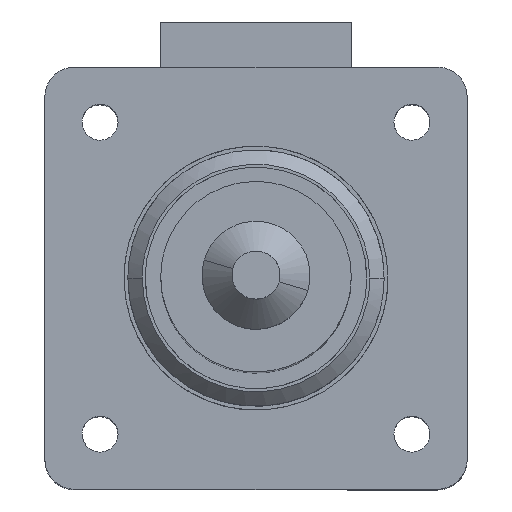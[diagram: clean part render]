
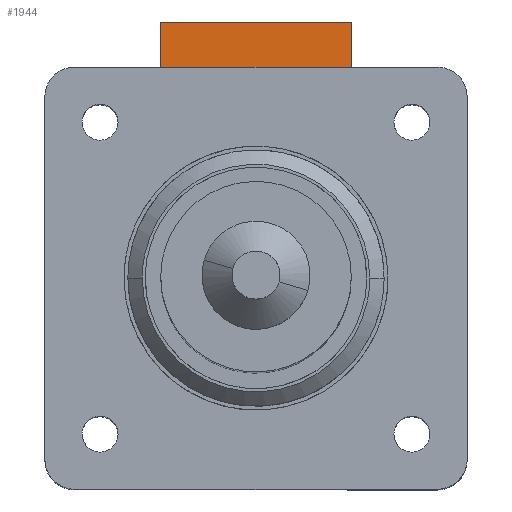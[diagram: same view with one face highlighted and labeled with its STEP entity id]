
A CAD part, top view. The second image highlights one B-rep face of the part: STEP entity #1944.
In plain terms, the highlighted free-form (B-spline) face has degree [1, 1] with [2, 2] control points.
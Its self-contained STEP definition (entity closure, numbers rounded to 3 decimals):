
#23 = EDGE_CURVE ( 'NONE', #1033, #561, #2513, .T. ) ;
#43 = CARTESIAN_POINT ( 'NONE',  ( 9.6, 35.2, 7. ) ) ;
#169 = EDGE_LOOP ( 'NONE', ( #1872, #2905, #2933, #221 ) ) ;
#202 = VERTEX_POINT ( 'NONE', #1346 ) ;
#221 = ORIENTED_EDGE ( 'NONE', *, *, #23, .T. ) ;
#503 = EDGE_CURVE ( 'NONE', #202, #1033, #3072, .T. ) ;
#546 = EDGE_CURVE ( 'NONE', #202, #862, #1529, .T. ) ;
#560 = B_SPLINE_SURFACE_WITH_KNOTS ( 'NONE', 1, 1, ( 
 ( #1603, #843 ),
 ( #1283, #2536 ) ),
 .UNSPECIFIED., .F., .F., .F.,
 ( 2, 2 ),
 ( 2, 2 ),
 ( 0., 1. ),
 ( 0., 1. ),
 .UNSPECIFIED. ) ;
#561 = VERTEX_POINT ( 'NONE', #897 ) ;
#758 = CARTESIAN_POINT ( 'NONE',  ( 9.6, 35.2, 7. ) ) ;
#843 = CARTESIAN_POINT ( 'NONE',  ( 25.6, 39., 7. ) ) ;
#862 = VERTEX_POINT ( 'NONE', #1654 ) ;
#897 = CARTESIAN_POINT ( 'NONE',  ( 25.6, 35.2, 7. ) ) ;
#1033 = VERTEX_POINT ( 'NONE', #758 ) ;
#1104 = CARTESIAN_POINT ( 'NONE',  ( 25.6, 35.2, 7. ) ) ;
#1176 = EDGE_CURVE ( 'NONE', #561, #862, #1287, .T. ) ;
#1283 = CARTESIAN_POINT ( 'NONE',  ( 9.6, 35.2, 7. ) ) ;
#1287 = B_SPLINE_CURVE_WITH_KNOTS ( 'NONE', 1,
 ( #1104, #3127 ),
 .UNSPECIFIED., .F., .F.,
 ( 2, 2 ),
 ( 0., 1. ),
 .UNSPECIFIED. ) ;
#1346 = CARTESIAN_POINT ( 'NONE',  ( 9.6, 39., 7. ) ) ;
#1529 = B_SPLINE_CURVE_WITH_KNOTS ( 'NONE', 1,
 ( #2155, #3165 ),
 .UNSPECIFIED., .F., .F.,
 ( 2, 2 ),
 ( 0., 1. ),
 .UNSPECIFIED. ) ;
#1556 = CARTESIAN_POINT ( 'NONE',  ( 25.6, 35.2, 7. ) ) ;
#1603 = CARTESIAN_POINT ( 'NONE',  ( 25.6, 35.2, 7. ) ) ;
#1654 = CARTESIAN_POINT ( 'NONE',  ( 25.6, 39., 7. ) ) ;
#1872 = ORIENTED_EDGE ( 'NONE', *, *, #1176, .T. ) ;
#1944 = ADVANCED_FACE ( 'NONE', ( #3257 ), #560, .F. ) ;
#2108 = CARTESIAN_POINT ( 'NONE',  ( 9.6, 35.2, 7. ) ) ;
#2124 = CARTESIAN_POINT ( 'NONE',  ( 9.6, 39., 7. ) ) ;
#2155 = CARTESIAN_POINT ( 'NONE',  ( 9.6, 39., 7. ) ) ;
#2513 = B_SPLINE_CURVE_WITH_KNOTS ( 'NONE', 1,
 ( #43, #1556 ),
 .UNSPECIFIED., .F., .F.,
 ( 2, 2 ),
 ( 0., 1. ),
 .UNSPECIFIED. ) ;
#2536 = CARTESIAN_POINT ( 'NONE',  ( 9.6, 39., 7. ) ) ;
#2905 = ORIENTED_EDGE ( 'NONE', *, *, #546, .F. ) ;
#2933 = ORIENTED_EDGE ( 'NONE', *, *, #503, .T. ) ;
#3072 = B_SPLINE_CURVE_WITH_KNOTS ( 'NONE', 1,
 ( #2124, #2108 ),
 .UNSPECIFIED., .F., .F.,
 ( 2, 2 ),
 ( 0., 1. ),
 .UNSPECIFIED. ) ;
#3127 = CARTESIAN_POINT ( 'NONE',  ( 25.6, 39., 7. ) ) ;
#3165 = CARTESIAN_POINT ( 'NONE',  ( 25.6, 39., 7. ) ) ;
#3257 = FACE_OUTER_BOUND ( 'NONE', #169, .T. ) ;
